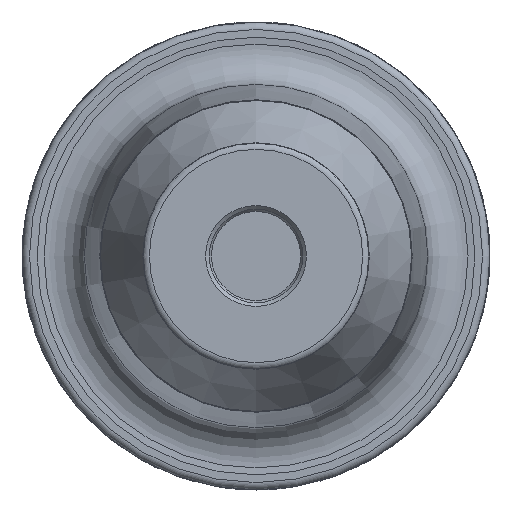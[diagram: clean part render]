
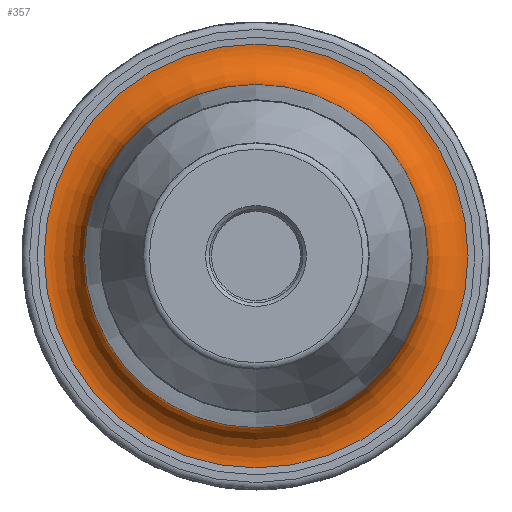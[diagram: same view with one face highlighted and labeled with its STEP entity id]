
A CAD part, left-side view. The second image highlights one B-rep face of the part: STEP entity #357.
In plain terms, the highlighted toroidal (fillet/blend) face has major radius 28.1 mm and minor radius 5 mm.
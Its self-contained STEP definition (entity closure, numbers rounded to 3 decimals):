
#68=TOROIDAL_SURFACE('',#1408,28.1,5.);
#357=ADVANCED_FACE('',(#448,#449),#68,.F.);
#448=FACE_BOUND('',#535,.T.);
#449=FACE_BOUND('',#536,.T.);
#535=EDGE_LOOP('',(#751));
#536=EDGE_LOOP('',(#752));
#751=ORIENTED_EDGE('',*,*,#1199,.T.);
#752=ORIENTED_EDGE('',*,*,#1198,.F.);
#1045=VERTEX_POINT('',#2452);
#1046=VERTEX_POINT('',#2455);
#1198=EDGE_CURVE('',#1045,#1045,#1300,.T.);
#1199=EDGE_CURVE('',#1046,#1046,#1301,.T.);
#1300=CIRCLE('',#1405,28.536);
#1301=CIRCLE('',#1407,23.1);
#1405=AXIS2_PLACEMENT_3D('',#2451,#1662,#1663);
#1407=AXIS2_PLACEMENT_3D('',#2454,#1666,#1667);
#1408=AXIS2_PLACEMENT_3D('',#2456,#1668,#1669);
#1662=DIRECTION('',(1.,0.,0.));
#1663=DIRECTION('',(0.,0.,1.));
#1666=DIRECTION('',(1.,0.,0.));
#1667=DIRECTION('',(0.,0.,1.));
#1668=DIRECTION('',(-1.,0.,0.));
#1669=DIRECTION('',(0.,0.,1.));
#2451=CARTESIAN_POINT('',(133.081,0.,0.));
#2452=CARTESIAN_POINT('',(133.081,0.,28.536));
#2454=CARTESIAN_POINT('',(128.1,0.,0.));
#2455=CARTESIAN_POINT('',(128.1,0.,23.1));
#2456=CARTESIAN_POINT('',(128.1,0.,0.));
